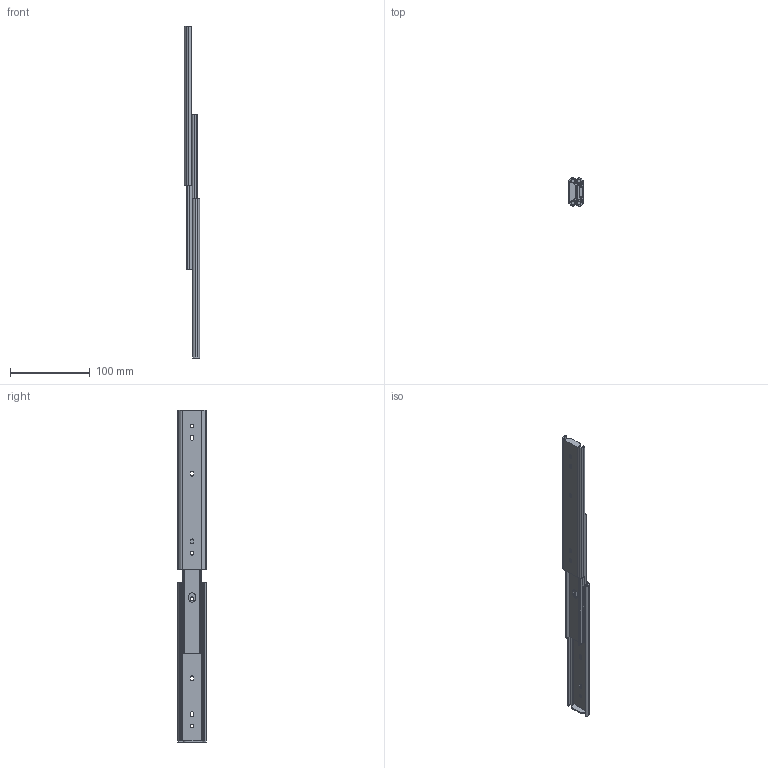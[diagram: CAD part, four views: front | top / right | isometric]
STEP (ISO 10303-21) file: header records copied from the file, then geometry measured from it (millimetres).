
FILE_DESCRIPTION (( 'STEP AP203' ), '1' );
FILE_NAME ('KC-1252-200.STEP', '2009-08-27T09:36:49', ( ' ' ), ( ' ' ), 'SwSTEP 2.0', 'SolidWorks 2007', '' );
FILE_SCHEMA (( 'CONFIG_CONTROL_DESIGN' ));
Length unit declared in the file: millimetre
Products named in the file (4): KC-1252-200; KC-1252-200中間メンバー__ﾃﾞﾌｫﾙﾄ; KC-1252-200ボールリティナー__ﾃﾞﾌｫﾙﾄ; KC-1252-200キャビネットメンバー__ﾃﾞﾌｫﾙﾄ
Assembly tree (6 placements, depth 2):
  KC-1252-200
    KC-1252-200ボールリティナー__ﾃﾞﾌｫﾙﾄ  x2
    KC-1252-200キャビネットメンバー__ﾃﾞﾌｫﾙﾄ  x2
    KC-1252-200中間メンバー__ﾃﾞﾌｫﾙﾄ  x2
Bounding box: 19.1 x 35.35 x 417 mm (x, y, z)
Volume: 56623.9 mm3; surface area: 80912.9 mm2
Topology: 6 solids, 6 shells, 254 faces, 726 edges, 484 vertices
Faces by surface type: plane 136, cylinder 118
Entity records: 4721 total; most frequent: DIRECTION 753, CARTESIAN_POINT 741, ORIENTED_EDGE 726, EDGE_CURVE 363, AXIS2_PLACEMENT_3D 254, LINE 245, VECTOR 245, VERTEX_POINT 242
